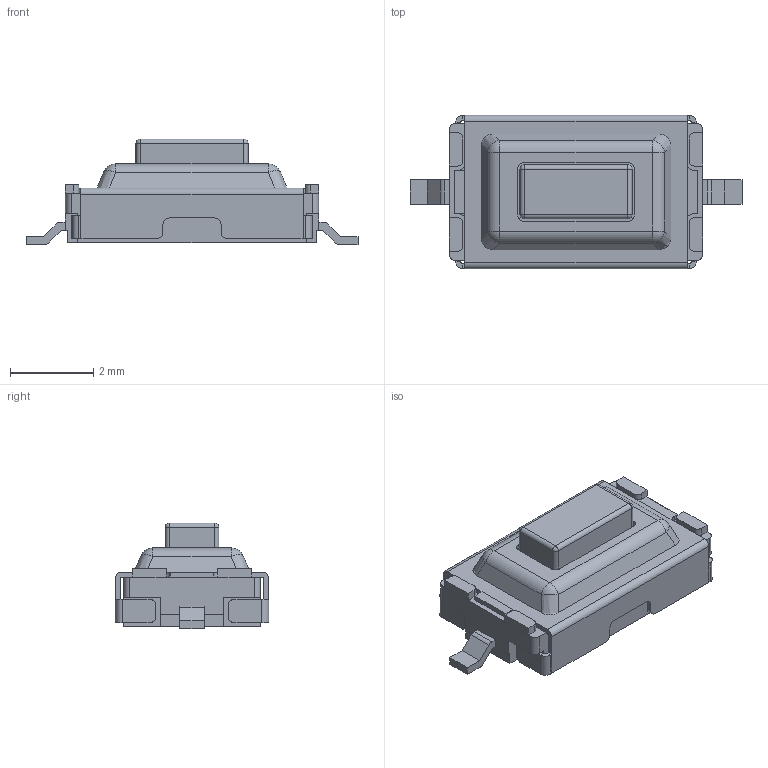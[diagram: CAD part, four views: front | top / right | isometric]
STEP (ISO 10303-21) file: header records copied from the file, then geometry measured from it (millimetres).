
FILE_DESCRIPTION(('FreeCAD Model'),'2;1');
FILE_NAME('Open CASCADE Shape Model','2022-11-09T13:06:46',( 'kicad StepUp'),('ksu MCAD'),'Open CASCADE STEP processor 7.6', 'FreeCAD','Unknown');
FILE_SCHEMA(('AUTOMOTIVE_DESIGN { 1 0 10303 214 1 1 1 1 }'));
Length unit declared in the file: millimetre
Products named in the file (1): PTS636Sx25SMTRLFS
Bounding box: 8 x 3.7 x 2.55 mm (x, y, z)
Volume: 36.5 mm3; surface area: 157.9 mm2
Topology: 5 solids, 5 shells, 231 faces, 580 edges, 352 vertices
Faces by surface type: plane 151, cylinder 60, bspline 12, sphere 8
Entity records: 8576 total; most frequent: CARTESIAN_POINT 1428, ORIENTED_EDGE 1144, DIRECTION 1124, EDGE_CURVE 572, LINE 420, VECTOR 420, AXIS2_PLACEMENT_3D 352, VERTEX_POINT 352
